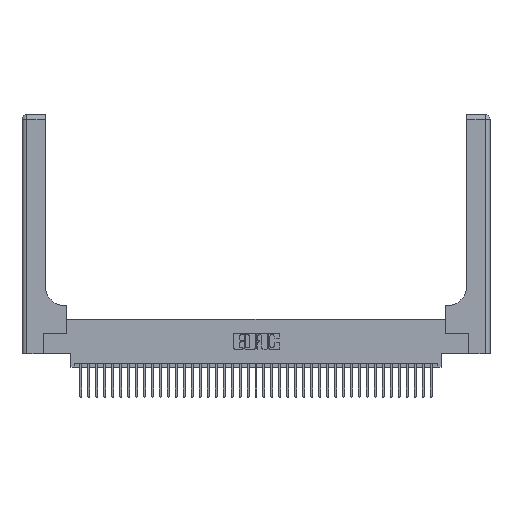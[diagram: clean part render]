
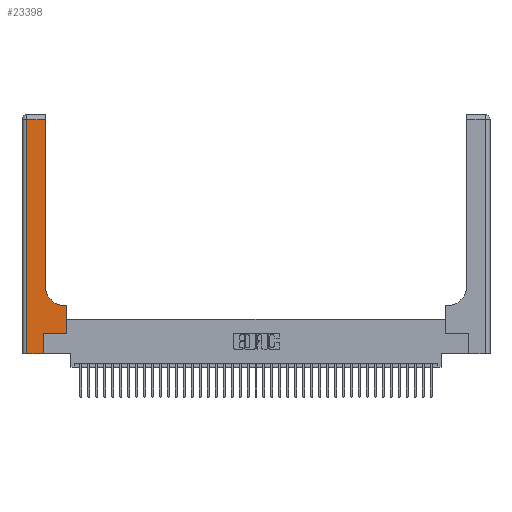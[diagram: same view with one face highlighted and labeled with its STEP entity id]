
A CAD part, top view. The second image highlights one B-rep face of the part: STEP entity #23398.
In plain terms, the highlighted planar face has unit normal (0, 0, 1).
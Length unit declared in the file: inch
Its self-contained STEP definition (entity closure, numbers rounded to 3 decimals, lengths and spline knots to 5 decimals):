
#73 = CARTESIAN_POINT ( 'NONE',  ( 0.269, 0., 0.37 ) ) ;
#1560 = CARTESIAN_POINT ( 'NONE',  ( 0.2915, 2.94, 0.37 ) ) ;
#1664 = ORIENTED_EDGE ( 'NONE', *, *, #22856, .T. ) ;
#3754 = VERTEX_POINT ( 'NONE', #11690 ) ;
#3870 = VECTOR ( 'NONE', #33300, 39.37008 ) ;
#4119 = ORIENTED_EDGE ( 'NONE', *, *, #36131, .T. ) ;
#4598 = DIRECTION ( 'NONE',  ( 0., -1., 0. ) ) ;
#4641 = DIRECTION ( 'NONE',  ( 0., 0., -1. ) ) ;
#5147 = LINE ( 'NONE', #20125, #39189 ) ;
#5917 = DIRECTION ( 'NONE',  ( 0., 0., -1. ) ) ;
#6003 = CARTESIAN_POINT ( 'NONE',  ( 0.5585, 0.6, 0.37 ) ) ;
#6226 = VECTOR ( 'NONE', #25823, 39.37008 ) ;
#6270 = CARTESIAN_POINT ( 'NONE',  ( 0.5585, 0.25, 0.37 ) ) ;
#8835 = DIRECTION ( 'NONE',  ( 1., 0., 0. ) ) ;
#9189 = ORIENTED_EDGE ( 'NONE', *, *, #31024, .T. ) ;
#9190 = CARTESIAN_POINT ( 'NONE',  ( 0.5415, 0.85, 0.37 ) ) ;
#9227 = ORIENTED_EDGE ( 'NONE', *, *, #31627, .T. ) ;
#10460 = EDGE_CURVE ( 'NONE', #21308, #33517, #18807, .T. ) ;
#10782 = DIRECTION ( 'NONE',  ( -1., 0., 0. ) ) ;
#10912 = CARTESIAN_POINT ( 'NONE',  ( 0., 3., 0.37 ) ) ;
#11031 = CARTESIAN_POINT ( 'NONE',  ( 0.2915, 0.6, 0.37 ) ) ;
#11238 = VECTOR ( 'NONE', #28114, 39.37008 ) ;
#11414 = ORIENTED_EDGE ( 'NONE', *, *, #11808, .T. ) ;
#11690 = CARTESIAN_POINT ( 'NONE',  ( 0.06, 2.94, 0.37 ) ) ;
#11808 = EDGE_CURVE ( 'NONE', #23512, #35884, #31195, .T. ) ;
#12132 = LINE ( 'NONE', #36827, #3870 ) ;
#12356 = VECTOR ( 'NONE', #19974, 39.37008 ) ;
#14055 = CARTESIAN_POINT ( 'NONE',  ( 0.2915, 3., 0.37 ) ) ;
#16296 = CARTESIAN_POINT ( 'NONE',  ( 0.06, 0., 0.37 ) ) ;
#17083 = VECTOR ( 'NONE', #8835, 39.37008 ) ;
#17285 = DIRECTION ( 'NONE',  ( 1., 0., 0. ) ) ;
#17463 = LINE ( 'NONE', #6270, #11238 ) ;
#17656 = AXIS2_PLACEMENT_3D ( 'NONE', #9190, #5917, #29359 ) ;
#17804 = ORIENTED_EDGE ( 'NONE', *, *, #10460, .T. ) ;
#18807 = LINE ( 'NONE', #11031, #6226 ) ;
#19593 = LINE ( 'NONE', #22784, #22016 ) ;
#19974 = DIRECTION ( 'NONE',  ( -1., 0., 0. ) ) ;
#20125 = CARTESIAN_POINT ( 'NONE',  ( 0., 0., 0.37 ) ) ;
#20271 = DIRECTION ( 'NONE',  ( 0., 1., 0. ) ) ;
#20494 = CARTESIAN_POINT ( 'NONE',  ( 0.269, 0.25, 0.37 ) ) ;
#20971 = VECTOR ( 'NONE', #20271, 39.37008 ) ;
#21132 = CARTESIAN_POINT ( 'NONE',  ( 0.269, 0.25, 0.37 ) ) ;
#21268 = AXIS2_PLACEMENT_3D ( 'NONE', #10912, #4641, #10782 ) ;
#21308 = VERTEX_POINT ( 'NONE', #6003 ) ;
#22016 = VECTOR ( 'NONE', #4598, 39.37008 ) ;
#22784 = CARTESIAN_POINT ( 'NONE',  ( 0.06, 3., 0.37 ) ) ;
#22856 = EDGE_CURVE ( 'NONE', #34707, #33695, #32656, .T. ) ;
#22972 = CARTESIAN_POINT ( 'NONE',  ( 0.5415, 0.6, 0.37 ) ) ;
#23081 = EDGE_CURVE ( 'NONE', #33517, #34707, #37046, .T. ) ;
#23282 = VERTEX_POINT ( 'NONE', #16296 ) ;
#23398 = ADVANCED_FACE ( 'NONE', ( #30158 ), #32473, .F. ) ;
#23512 = VERTEX_POINT ( 'NONE', #20494 ) ;
#25122 = ORIENTED_EDGE ( 'NONE', *, *, #23081, .T. ) ;
#25823 = DIRECTION ( 'NONE',  ( -1., 0., 0. ) ) ;
#26541 = CARTESIAN_POINT ( 'NONE',  ( 0.2915, 0.85, 0.37 ) ) ;
#28114 = DIRECTION ( 'NONE',  ( 0., 1., 0. ) ) ;
#28311 = CARTESIAN_POINT ( 'NONE',  ( 0.5585, 0.25, 0.37 ) ) ;
#29359 = DIRECTION ( 'NONE',  ( 1., 0., 0. ) ) ;
#29408 = EDGE_CURVE ( 'NONE', #33336, #23512, #12132, .T. ) ;
#29558 = EDGE_CURVE ( 'NONE', #35884, #21308, #17463, .T. ) ;
#30158 = FACE_OUTER_BOUND ( 'NONE', #31329, .T. ) ;
#31024 = EDGE_CURVE ( 'NONE', #33695, #3754, #37173, .T. ) ;
#31195 = LINE ( 'NONE', #21132, #17083 ) ;
#31329 = EDGE_LOOP ( 'NONE', ( #1664, #9189, #9227, #4119, #39790, #11414, #35257, #17804, #25122 ) ) ;
#31627 = EDGE_CURVE ( 'NONE', #3754, #23282, #19593, .T. ) ;
#32473 = PLANE ( 'NONE',  #21268 ) ;
#32656 = LINE ( 'NONE', #14055, #20971 ) ;
#33300 = DIRECTION ( 'NONE',  ( 0., 1., 0. ) ) ;
#33336 = VERTEX_POINT ( 'NONE', #73 ) ;
#33517 = VERTEX_POINT ( 'NONE', #22972 ) ;
#33695 = VERTEX_POINT ( 'NONE', #1560 ) ;
#34707 = VERTEX_POINT ( 'NONE', #26541 ) ;
#35257 = ORIENTED_EDGE ( 'NONE', *, *, #29558, .T. ) ;
#35884 = VERTEX_POINT ( 'NONE', #28311 ) ;
#36131 = EDGE_CURVE ( 'NONE', #23282, #33336, #5147, .T. ) ;
#36827 = CARTESIAN_POINT ( 'NONE',  ( 0.269, 0., 0.37 ) ) ;
#37046 = CIRCLE ( 'NONE', #17656, 0.25 ) ;
#37173 = LINE ( 'NONE', #38905, #12356 ) ;
#38905 = CARTESIAN_POINT ( 'NONE',  ( 0., 2.94, 0.37 ) ) ;
#39189 = VECTOR ( 'NONE', #17285, 39.37008 ) ;
#39790 = ORIENTED_EDGE ( 'NONE', *, *, #29408, .T. ) ;
